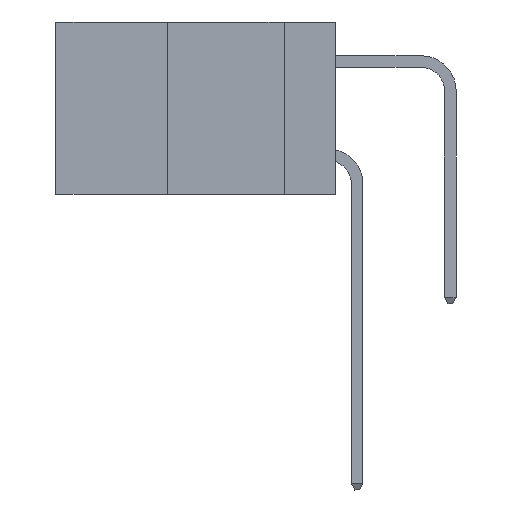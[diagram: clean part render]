
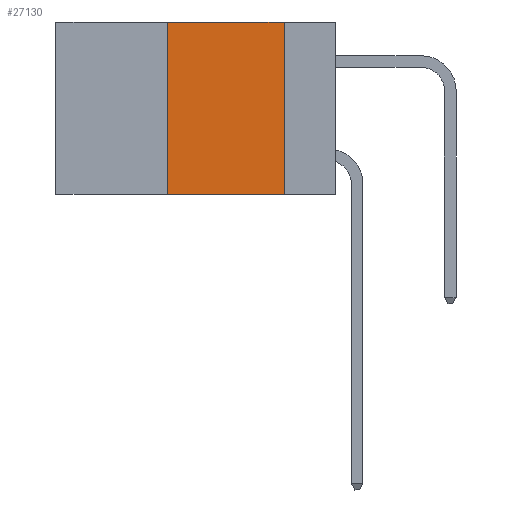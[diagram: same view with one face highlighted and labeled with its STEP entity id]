
A CAD part, left-side view. The second image highlights one B-rep face of the part: STEP entity #27130.
In plain terms, the highlighted planar face has unit normal (-1, 0, 0).
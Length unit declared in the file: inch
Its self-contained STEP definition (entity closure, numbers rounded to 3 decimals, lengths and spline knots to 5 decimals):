
#625 = VECTOR ( 'NONE', #19514, 39.37008 ) ;
#1071 = DIRECTION ( 'NONE',  ( 0., 0., -1. ) ) ;
#1974 = EDGE_CURVE ( 'NONE', #25361, #6812, #31533, .T. ) ;
#2000 = CARTESIAN_POINT ( 'NONE',  ( 0., 0.6, -0.37 ) ) ;
#2665 = EDGE_CURVE ( 'NONE', #12206, #8722, #27862, .T. ) ;
#2758 = ORIENTED_EDGE ( 'NONE', *, *, #22906, .T. ) ;
#2916 = CARTESIAN_POINT ( 'NONE',  ( 0., 0.11, 0. ) ) ;
#4421 = DIRECTION ( 'NONE',  ( 0., -1., 0. ) ) ;
#4812 = CARTESIAN_POINT ( 'NONE',  ( 0., 0.36, 0. ) ) ;
#5289 = CARTESIAN_POINT ( 'NONE',  ( 0., 0.6, 0. ) ) ;
#6812 = VERTEX_POINT ( 'NONE', #25744 ) ;
#7161 = DIRECTION ( 'NONE',  ( 0., 0., 1. ) ) ;
#7467 = FACE_OUTER_BOUND ( 'NONE', #30500, .T. ) ;
#7971 = DIRECTION ( 'NONE',  ( 0., 0., -1. ) ) ;
#8377 = VECTOR ( 'NONE', #7161, 39.37008 ) ;
#8594 = AXIS2_PLACEMENT_3D ( 'NONE', #5289, #31027, #7971 ) ;
#8722 = VERTEX_POINT ( 'NONE', #20790 ) ;
#9120 = CARTESIAN_POINT ( 'NONE',  ( 0., 0.6, 0. ) ) ;
#9577 = LINE ( 'NONE', #2000, #625 ) ;
#12206 = VERTEX_POINT ( 'NONE', #32153 ) ;
#12326 = VECTOR ( 'NONE', #4421, 39.37008 ) ;
#12705 = ORIENTED_EDGE ( 'NONE', *, *, #2665, .F. ) ;
#15622 = ORIENTED_EDGE ( 'NONE', *, *, #1974, .F. ) ;
#16360 = VECTOR ( 'NONE', #1071, 39.37008 ) ;
#18667 = EDGE_CURVE ( 'NONE', #8722, #25361, #26965, .T. ) ;
#19514 = DIRECTION ( 'NONE',  ( 0., -1., 0. ) ) ;
#20790 = CARTESIAN_POINT ( 'NONE',  ( 0., 0.36, 0. ) ) ;
#22906 = EDGE_CURVE ( 'NONE', #12206, #6812, #9577, .T. ) ;
#25361 = VERTEX_POINT ( 'NONE', #2916 ) ;
#25744 = CARTESIAN_POINT ( 'NONE',  ( 0., 0.11, -0.37 ) ) ;
#26334 = CARTESIAN_POINT ( 'NONE',  ( 0., 0.11, 0. ) ) ;
#26965 = LINE ( 'NONE', #9120, #12326 ) ;
#27130 = ADVANCED_FACE ( 'NONE', ( #7467 ), #33048, .F. ) ;
#27862 = LINE ( 'NONE', #4812, #8377 ) ;
#30500 = EDGE_LOOP ( 'NONE', ( #15622, #33040, #12705, #2758 ) ) ;
#31027 = DIRECTION ( 'NONE',  ( 1., 0., 0. ) ) ;
#31533 = LINE ( 'NONE', #26334, #16360 ) ;
#32153 = CARTESIAN_POINT ( 'NONE',  ( 0., 0.36, -0.37 ) ) ;
#33040 = ORIENTED_EDGE ( 'NONE', *, *, #18667, .F. ) ;
#33048 = PLANE ( 'NONE',  #8594 ) ;
